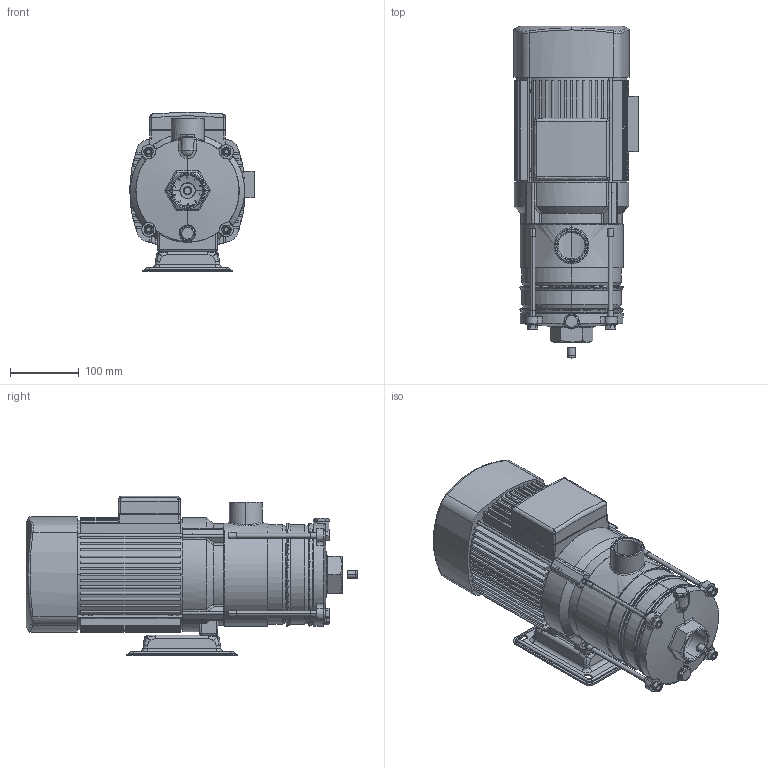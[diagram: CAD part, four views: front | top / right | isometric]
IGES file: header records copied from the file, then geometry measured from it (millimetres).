
Global section: file name: 015P2367 (RMHI 12-3R); native system: AutoCAD 2019 — Русский (Russian),62HAutod; preprocessor: esk Translation Framework DWG producer (atf_dwg_producer); organization: unknown; date: 20240415.165612; units: millimetre
Bounding box: 180.99 x 482.5 x 232 mm (x, y, z)
Volume: 7043484.2 mm3; surface area: 929308.1 mm2
Topology: 59 solids, 63 shells, 3129 faces, 8446 edges, 5603 vertices
Faces by surface type: bspline 3073, revolution 56
